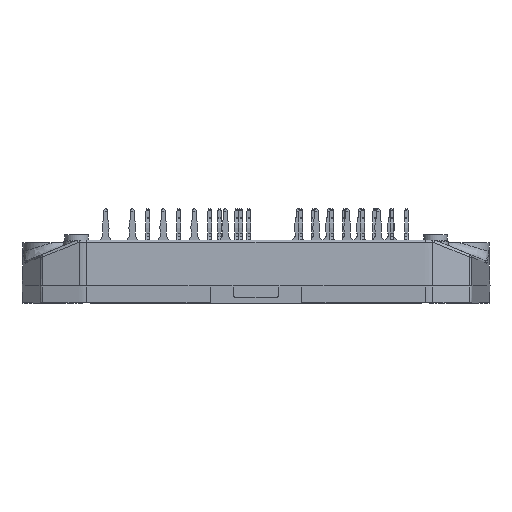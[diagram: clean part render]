
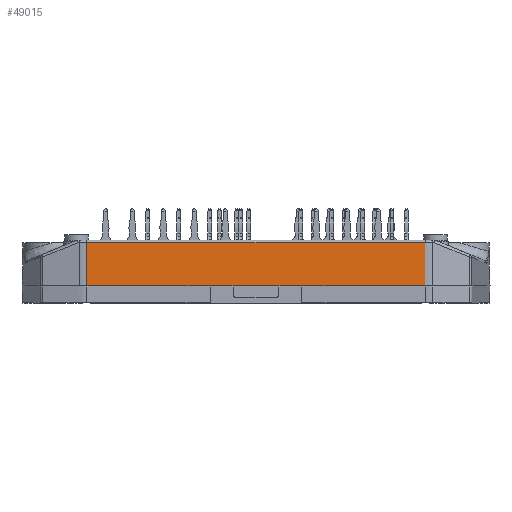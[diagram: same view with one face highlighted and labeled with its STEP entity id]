
A CAD part, front view. The second image highlights one B-rep face of the part: STEP entity #49015.
In plain terms, the highlighted planar face has unit normal (0, -1, 0.026).
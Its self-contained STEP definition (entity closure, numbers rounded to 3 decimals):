
#6476=ORIENTED_EDGE('',*,*,#15902,.F.);
#6477=ORIENTED_EDGE('',*,*,#15903,.T.);
#6478=ORIENTED_EDGE('',*,*,#15619,.F.);
#6479=ORIENTED_EDGE('',*,*,#15904,.F.);
#6480=ORIENTED_EDGE('',*,*,#15905,.T.);
#6481=ORIENTED_EDGE('',*,*,#15906,.T.);
#6482=ORIENTED_EDGE('',*,*,#15889,.T.);
#6483=ORIENTED_EDGE('',*,*,#15907,.F.);
#6484=ORIENTED_EDGE('',*,*,#15883,.F.);
#6485=ORIENTED_EDGE('',*,*,#15606,.F.);
#15606=EDGE_CURVE('',#20488,#20489,#23541,.T.);
#15619=EDGE_CURVE('',#20498,#20499,#23549,.T.);
#15883=EDGE_CURVE('',#20489,#20658,#23683,.T.);
#15889=EDGE_CURVE('',#20664,#20663,#23687,.T.);
#15902=EDGE_CURVE('',#20675,#20488,#23695,.T.);
#15903=EDGE_CURVE('',#20675,#20499,#23696,.F.);
#15904=EDGE_CURVE('',#20676,#20498,#23697,.F.);
#15905=EDGE_CURVE('',#20676,#20677,#23698,.T.);
#15906=EDGE_CURVE('',#20677,#20664,#23699,.T.);
#15907=EDGE_CURVE('',#20658,#20663,#23700,.T.);
#20488=VERTEX_POINT('',#68505);
#20489=VERTEX_POINT('',#68507);
#20498=VERTEX_POINT('',#68540);
#20499=VERTEX_POINT('',#68541);
#20658=VERTEX_POINT('',#69615);
#20663=VERTEX_POINT('',#69625);
#20664=VERTEX_POINT('',#69627);
#20675=VERTEX_POINT('',#69736);
#20676=VERTEX_POINT('',#69739);
#20677=VERTEX_POINT('',#69741);
#23541=LINE('',#68506,#26531);
#23549=LINE('',#68539,#26539);
#23683=LINE('',#69614,#26673);
#23687=LINE('',#69626,#26677);
#23695=LINE('',#69735,#26685);
#23696=LINE('',#69737,#26686);
#23697=LINE('',#69738,#26687);
#23698=LINE('',#69740,#26688);
#23699=LINE('',#69742,#26689);
#23700=LINE('',#69743,#26690);
#26531=VECTOR('',#56544,1000.);
#26539=VECTOR('',#56568,1000.);
#26673=VECTOR('',#57030,1000.);
#26677=VECTOR('',#57038,1000.);
#26685=VECTOR('',#57050,1000.);
#26686=VECTOR('',#57051,1000.);
#26687=VECTOR('',#57052,1000.);
#26688=VECTOR('',#57053,1000.);
#26689=VECTOR('',#57054,1000.);
#26690=VECTOR('',#57055,1000.);
#29589=EDGE_LOOP('',(#6476,#6477,#6478,#6479,#6480,#6481,#6482,#6483,#6484,
#6485));
#31777=FACE_BOUND('',#29589,.T.);
#33512=PLANE('',#51672);
#49015=ADVANCED_FACE('',(#31777),#33512,.T.);
#51672=AXIS2_PLACEMENT_3D('',#69734,#57048,#57049);
#56544=DIRECTION('',(-1.,0.,0.));
#56568=DIRECTION('',(1.,0.,0.));
#57030=DIRECTION('',(-1.,0.,0.));
#57038=DIRECTION('',(1.,0.,0.));
#57048=DIRECTION('',(0.,-1.,0.026));
#57049=DIRECTION('',(0.,0.026,1.));
#57050=DIRECTION('',(-1.,0.,0.));
#57051=DIRECTION('',(0.006,-0.026,-1.));
#57052=DIRECTION('',(-0.006,-0.026,-1.));
#57053=DIRECTION('',(1.,0.,0.));
#57054=DIRECTION('',(1.,0.,0.));
#57055=DIRECTION('',(-1.,0.,0.));
#68505=CARTESIAN_POINT('',(29.513,-30.776,2.02));
#68506=CARTESIAN_POINT('',(17.961,-30.776,2.02));
#68507=CARTESIAN_POINT('',(8.,-30.776,2.02));
#68539=CARTESIAN_POINT('',(27.533,-30.58,9.533));
#68540=CARTESIAN_POINT('',(-29.469,-30.58,9.533));
#68541=CARTESIAN_POINT('',(29.469,-30.58,9.533));
#69614=CARTESIAN_POINT('',(17.961,-30.776,2.02));
#69615=CARTESIAN_POINT('',(4.,-30.776,2.02));
#69625=CARTESIAN_POINT('',(-4.,-30.776,2.02));
#69626=CARTESIAN_POINT('',(-17.961,-30.776,2.02));
#69627=CARTESIAN_POINT('',(-8.,-30.776,2.02));
#69734=CARTESIAN_POINT('',(17.961,-30.776,2.02));
#69735=CARTESIAN_POINT('',(17.961,-30.776,2.02));
#69736=CARTESIAN_POINT('',(29.513,-30.776,2.02));
#69737=CARTESIAN_POINT('',(29.512,-30.775,2.087));
#69738=CARTESIAN_POINT('',(-29.512,-30.775,2.087));
#69739=CARTESIAN_POINT('',(-29.513,-30.776,2.02));
#69740=CARTESIAN_POINT('',(-17.961,-30.776,2.02));
#69741=CARTESIAN_POINT('',(-29.513,-30.776,2.02));
#69742=CARTESIAN_POINT('',(-17.961,-30.776,2.02));
#69743=CARTESIAN_POINT('',(-17.961,-30.776,2.02));
